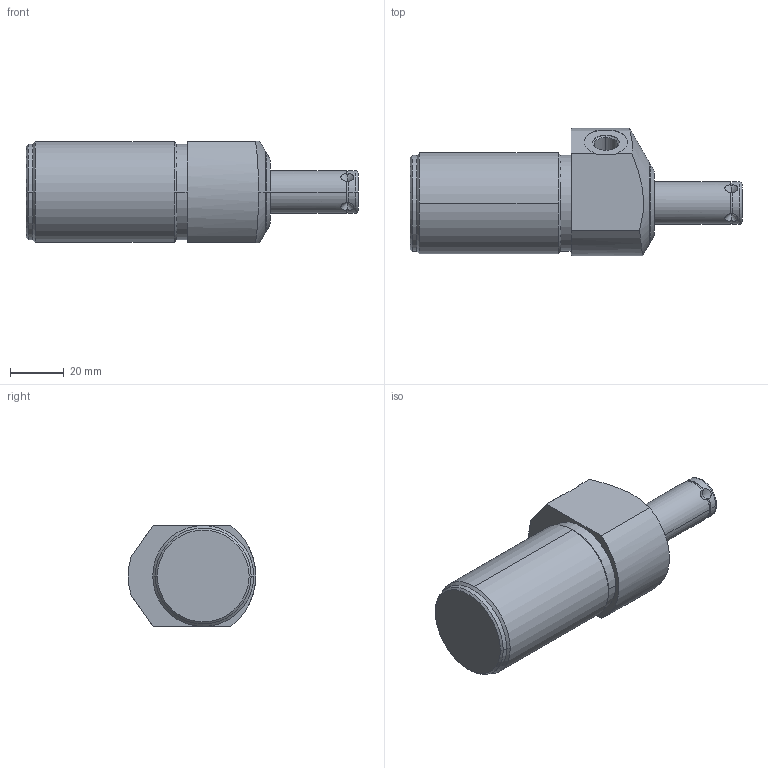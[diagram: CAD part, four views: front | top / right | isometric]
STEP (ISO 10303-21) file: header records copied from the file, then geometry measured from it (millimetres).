
FILE_DESCRIPTION((''),'2;1');
FILE_NAME('ILCM42502091','2018-10-26T',('act'),(''),'PRO/ENGINEER BY PARAMETRIC TECHNOLOGY CORPORATION, 2013320','PRO/ENGINEER BY PARAMETRIC TECHNOLOGY CORPORATION, 2013320','');
FILE_SCHEMA(('AUTOMOTIVE_DESIGN { 1 0 10303 214 1 1 1 1 }'));
Length unit declared in the file: millimetre
Products named in the file (1): ILCM42502091
Bounding box: 124 x 47.62 x 37.85 mm (x, y, z)
Volume: 114737.9 mm3; surface area: 17298.4 mm2
Topology: 1 solids, 2 shells, 88 faces, 234 edges, 145 vertices
Faces by surface type: cylinder 38, plane 24, cone 24, torus 2
Entity records: 3809 total; most frequent: CARTESIAN_POINT 820, ORIENTED_EDGE 444, DIRECTION 432, PRESENTATION_STYLE_ASSIGNMENT 237, STYLED_ITEM 226, CURVE_STYLE 224, EDGE_CURVE 224, AXIS2_PLACEMENT_3D 181
